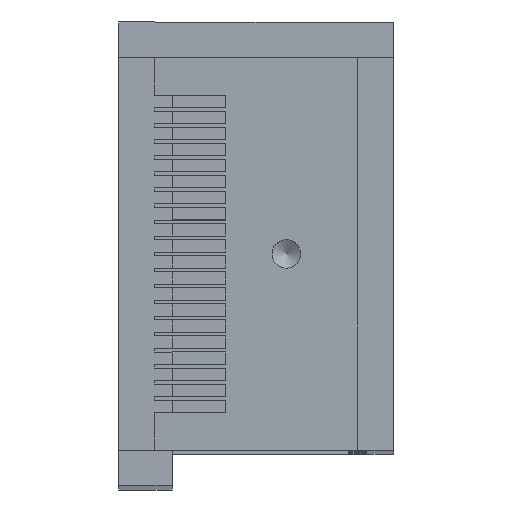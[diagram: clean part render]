
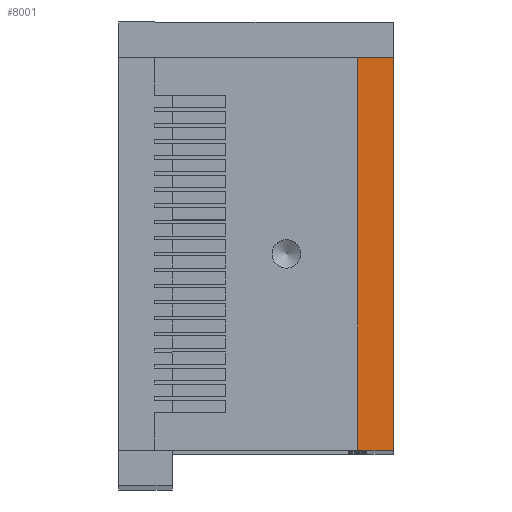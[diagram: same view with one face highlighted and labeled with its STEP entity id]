
A CAD part, top view. The second image highlights one B-rep face of the part: STEP entity #8001.
In plain terms, the highlighted planar face has unit normal (0, 0, 1).
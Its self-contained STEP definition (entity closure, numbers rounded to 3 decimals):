
#321=FACE_OUTER_BOUND('',#725,.T.);
#725=EDGE_LOOP('',(#5346,#5347,#5348,#5349));
#1176=LINE('',#11327,#2286);
#1177=LINE('',#11330,#2287);
#1178=LINE('',#11332,#2288);
#1179=LINE('',#11333,#2289);
#2286=VECTOR('',#9185,10.);
#2287=VECTOR('',#9188,10.);
#2288=VECTOR('',#9189,10.);
#2289=VECTOR('',#9190,10.);
#3381=VERTEX_POINT('',#11323);
#3382=VERTEX_POINT('',#11325);
#3383=VERTEX_POINT('',#11329);
#3384=VERTEX_POINT('',#11331);
#4171=EDGE_CURVE('',#3381,#3382,#1176,.T.);
#4172=EDGE_CURVE('',#3383,#3381,#1177,.T.);
#4173=EDGE_CURVE('',#3384,#3382,#1178,.T.);
#4174=EDGE_CURVE('',#3383,#3384,#1179,.T.);
#5346=ORIENTED_EDGE('',*,*,#4172,.T.);
#5347=ORIENTED_EDGE('',*,*,#4171,.T.);
#5348=ORIENTED_EDGE('',*,*,#4173,.F.);
#5349=ORIENTED_EDGE('',*,*,#4174,.F.);
#7621=PLANE('',#8613);
#8001=ADVANCED_FACE('',(#321),#7621,.T.);
#8613=AXIS2_PLACEMENT_3D('',#11328,#9186,#9187);
#9185=DIRECTION('',(0.,1.,0.));
#9186=DIRECTION('center_axis',(0.,0.,1.));
#9187=DIRECTION('ref_axis',(1.,0.,0.));
#9188=DIRECTION('',(1.,0.,0.));
#9189=DIRECTION('',(1.,0.,0.));
#9190=DIRECTION('',(0.,1.,0.));
#11323=CARTESIAN_POINT('',(5.,0.,335.));
#11325=CARTESIAN_POINT('',(5.,110.,335.));
#11327=CARTESIAN_POINT('',(5.,0.,335.));
#11328=CARTESIAN_POINT('Origin',(-5.,0.,335.));
#11329=CARTESIAN_POINT('',(-5.,0.,335.));
#11330=CARTESIAN_POINT('',(-5.,0.,335.));
#11331=CARTESIAN_POINT('',(-5.,110.,335.));
#11332=CARTESIAN_POINT('',(-5.,110.,335.));
#11333=CARTESIAN_POINT('',(-5.,0.,335.));
